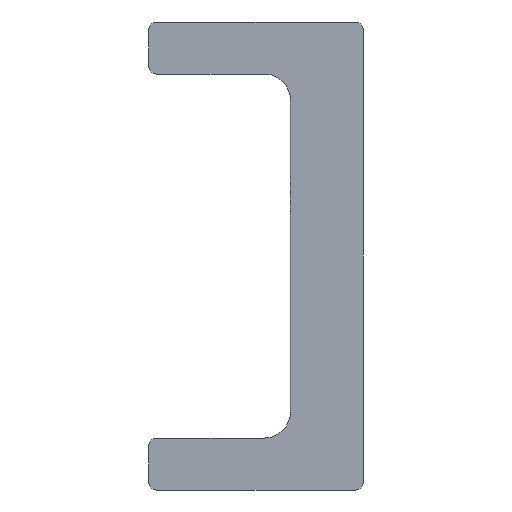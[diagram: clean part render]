
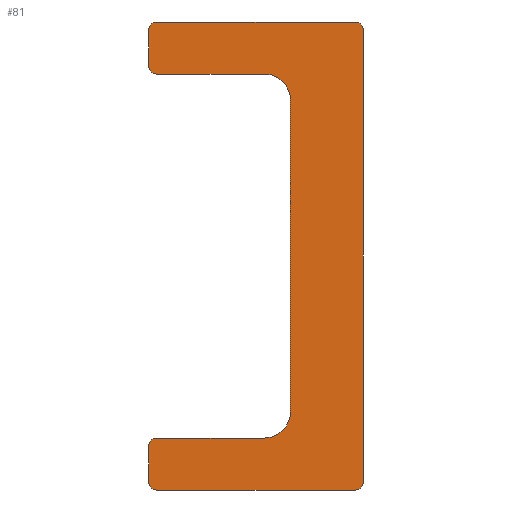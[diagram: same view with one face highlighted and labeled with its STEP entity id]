
A CAD part, front view. The second image highlights one B-rep face of the part: STEP entity #81.
In plain terms, the highlighted planar face has unit normal (0, -1, 0).
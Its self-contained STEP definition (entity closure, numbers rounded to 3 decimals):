
#81 = ADVANCED_FACE( '', ( #176 ), #177, .F. );
#176 = FACE_OUTER_BOUND( '', #279, .T. );
#177 = PLANE( '', #280 );
#279 = EDGE_LOOP( '', ( #433, #434, #435, #436, #437, #438, #439, #440, #441, #442, #443, #444, #445, #446, #447, #448 ) );
#280 = AXIS2_PLACEMENT_3D( '', #449, #450, #451 );
#433 = ORIENTED_EDGE( '', *, *, #555, .F. );
#434 = ORIENTED_EDGE( '', *, *, #593, .T. );
#435 = ORIENTED_EDGE( '', *, *, #608, .F. );
#436 = ORIENTED_EDGE( '', *, *, #560, .T. );
#437 = ORIENTED_EDGE( '', *, *, #589, .F. );
#438 = ORIENTED_EDGE( '', *, *, #585, .T. );
#439 = ORIENTED_EDGE( '', *, *, #565, .F. );
#440 = ORIENTED_EDGE( '', *, *, #609, .T. );
#441 = ORIENTED_EDGE( '', *, *, #610, .F. );
#442 = ORIENTED_EDGE( '', *, *, #611, .T. );
#443 = ORIENTED_EDGE( '', *, *, #612, .F. );
#444 = ORIENTED_EDGE( '', *, *, #581, .T. );
#445 = ORIENTED_EDGE( '', *, *, #613, .F. );
#446 = ORIENTED_EDGE( '', *, *, #573, .T. );
#447 = ORIENTED_EDGE( '', *, *, #614, .F. );
#448 = ORIENTED_EDGE( '', *, *, #596, .T. );
#449 = CARTESIAN_POINT( '', ( -4.125, 0., 9. ) );
#450 = DIRECTION( '', ( 0., 1., 0. ) );
#451 = DIRECTION( '', ( 0., 0., 1. ) );
#555 = EDGE_CURVE( '', #646, #648, #649, .T. );
#560 = EDGE_CURVE( '', #657, #655, #658, .F. );
#565 = EDGE_CURVE( '', #664, #666, #667, .T. );
#573 = EDGE_CURVE( '', #680, #678, #681, .F. );
#581 = EDGE_CURVE( '', #694, #692, #695, .F. );
#585 = EDGE_CURVE( '', #700, #666, #701, .F. );
#589 = EDGE_CURVE( '', #700, #655, #705, .T. );
#593 = EDGE_CURVE( '', #646, #709, #711, .F. );
#596 = EDGE_CURVE( '', #715, #648, #716, .F. );
#608 = EDGE_CURVE( '', #657, #709, #733, .T. );
#609 = EDGE_CURVE( '', #664, #734, #735, .T. );
#610 = EDGE_CURVE( '', #736, #734, #737, .T. );
#611 = EDGE_CURVE( '', #736, #738, #739, .T. );
#612 = EDGE_CURVE( '', #694, #738, #740, .T. );
#613 = EDGE_CURVE( '', #680, #692, #741, .T. );
#614 = EDGE_CURVE( '', #715, #678, #742, .T. );
#646 = VERTEX_POINT( '', #778 );
#648 = VERTEX_POINT( '', #781 );
#649 = LINE( '', #782, #783 );
#655 = VERTEX_POINT( '', #790 );
#657 = VERTEX_POINT( '', #793 );
#658 = CIRCLE( '', #794, 0.3 );
#664 = VERTEX_POINT( '', #802 );
#666 = VERTEX_POINT( '', #805 );
#667 = LINE( '', #806, #807 );
#678 = VERTEX_POINT( '', #819 );
#680 = VERTEX_POINT( '', #822 );
#681 = CIRCLE( '', #823, 0.3 );
#692 = VERTEX_POINT( '', #835 );
#694 = VERTEX_POINT( '', #838 );
#695 = CIRCLE( '', #839, 0.3 );
#700 = VERTEX_POINT( '', #845 );
#701 = CIRCLE( '', #846, 0.3 );
#705 = LINE( '', #852, #853 );
#709 = VERTEX_POINT( '', #857 );
#711 = CIRCLE( '', #860, 0.3 );
#715 = VERTEX_POINT( '', #864 );
#716 = CIRCLE( '', #865, 0.3 );
#733 = LINE( '', #883, #884 );
#734 = VERTEX_POINT( '', #885 );
#735 = CIRCLE( '', #886, 1. );
#736 = VERTEX_POINT( '', #887 );
#737 = LINE( '', #888, #889 );
#738 = VERTEX_POINT( '', #890 );
#739 = CIRCLE( '', #891, 1. );
#740 = LINE( '', #892, #893 );
#741 = LINE( '', #894, #895 );
#742 = LINE( '', #896, #897 );
#778 = CARTESIAN_POINT( '', ( 4.125, 0., 8.7 ) );
#781 = CARTESIAN_POINT( '', ( 4.125, 0., -8.7 ) );
#782 = CARTESIAN_POINT( '', ( 4.125, 0., 9. ) );
#783 = VECTOR( '', #941, 1000. );
#790 = CARTESIAN_POINT( '', ( -4.125, 0., 8.7 ) );
#793 = CARTESIAN_POINT( '', ( -3.825, 0., 9. ) );
#794 = AXIS2_PLACEMENT_3D( '', #947, #948, #949 );
#802 = CARTESIAN_POINT( '', ( 0.325, 0., 7. ) );
#805 = CARTESIAN_POINT( '', ( -3.825, 0., 7. ) );
#806 = CARTESIAN_POINT( '', ( -4.125, 0., 7. ) );
#807 = VECTOR( '', #953, 1000. );
#819 = CARTESIAN_POINT( '', ( -3.825, 0., -9. ) );
#822 = CARTESIAN_POINT( '', ( -4.125, 0., -8.7 ) );
#823 = AXIS2_PLACEMENT_3D( '', #965, #966, #967 );
#835 = CARTESIAN_POINT( '', ( -4.125, 0., -7.3 ) );
#838 = CARTESIAN_POINT( '', ( -3.825, 0., -7. ) );
#839 = AXIS2_PLACEMENT_3D( '', #979, #980, #981 );
#845 = CARTESIAN_POINT( '', ( -4.125, 0., 7.3 ) );
#846 = AXIS2_PLACEMENT_3D( '', #986, #987, #988 );
#852 = CARTESIAN_POINT( '', ( -4.125, 0., -9. ) );
#853 = VECTOR( '', #991, 1000. );
#857 = CARTESIAN_POINT( '', ( 3.825, 0., 9. ) );
#860 = AXIS2_PLACEMENT_3D( '', #996, #997, #998 );
#864 = CARTESIAN_POINT( '', ( 3.825, 0., -9. ) );
#865 = AXIS2_PLACEMENT_3D( '', #1002, #1003, #1004 );
#883 = CARTESIAN_POINT( '', ( -4.125, 0., 9. ) );
#884 = VECTOR( '', #1021, 1000. );
#885 = CARTESIAN_POINT( '', ( 1.325, 0., 6. ) );
#886 = AXIS2_PLACEMENT_3D( '', #1022, #1023, #1024 );
#887 = CARTESIAN_POINT( '', ( 1.325, 0., -6. ) );
#888 = CARTESIAN_POINT( '', ( 1.325, 0., 7. ) );
#889 = VECTOR( '', #1025, 1000. );
#890 = CARTESIAN_POINT( '', ( 0.325, 0., -7. ) );
#891 = AXIS2_PLACEMENT_3D( '', #1026, #1027, #1028 );
#892 = CARTESIAN_POINT( '', ( 1.325, 0., -7. ) );
#893 = VECTOR( '', #1029, 1000. );
#894 = CARTESIAN_POINT( '', ( -4.125, 0., -9. ) );
#895 = VECTOR( '', #1030, 1000. );
#896 = CARTESIAN_POINT( '', ( 4.125, 0., -9. ) );
#897 = VECTOR( '', #1031, 1000. );
#941 = DIRECTION( '', ( 0., 0., -1. ) );
#947 = CARTESIAN_POINT( '', ( -3.825, 0., 8.7 ) );
#948 = DIRECTION( '', ( 0., 1., 0. ) );
#949 = DIRECTION( '', ( 0., 0., 1. ) );
#953 = DIRECTION( '', ( -1., 0., 0. ) );
#965 = CARTESIAN_POINT( '', ( -3.825, 0., -8.7 ) );
#966 = DIRECTION( '', ( 0., 1., 0. ) );
#967 = DIRECTION( '', ( 0., 0., 1. ) );
#979 = CARTESIAN_POINT( '', ( -3.825, 0., -7.3 ) );
#980 = DIRECTION( '', ( 0., 1., 0. ) );
#981 = DIRECTION( '', ( 0., 0., 1. ) );
#986 = CARTESIAN_POINT( '', ( -3.825, 0., 7.3 ) );
#987 = DIRECTION( '', ( 0., 1., 0. ) );
#988 = DIRECTION( '', ( 0., 0., 1. ) );
#991 = DIRECTION( '', ( 0., 0., 1. ) );
#996 = CARTESIAN_POINT( '', ( 3.825, 0., 8.7 ) );
#997 = DIRECTION( '', ( 0., 1., 0. ) );
#998 = DIRECTION( '', ( 0., 0., 1. ) );
#1002 = CARTESIAN_POINT( '', ( 3.825, 0., -8.7 ) );
#1003 = DIRECTION( '', ( 0., 1., 0. ) );
#1004 = DIRECTION( '', ( 0., 0., 1. ) );
#1021 = DIRECTION( '', ( 1., 0., 0. ) );
#1022 = CARTESIAN_POINT( '', ( 0.325, 0., 6. ) );
#1023 = DIRECTION( '', ( 0., 1., 0. ) );
#1024 = DIRECTION( '', ( 0., 0., 1. ) );
#1025 = DIRECTION( '', ( 0., 0., 1. ) );
#1026 = CARTESIAN_POINT( '', ( 0.325, 0., -6. ) );
#1027 = DIRECTION( '', ( 0., 1., 0. ) );
#1028 = DIRECTION( '', ( 0., 0., 1. ) );
#1029 = DIRECTION( '', ( 1., 0., 0. ) );
#1030 = DIRECTION( '', ( 0., 0., 1. ) );
#1031 = DIRECTION( '', ( -1., 0., 0. ) );
